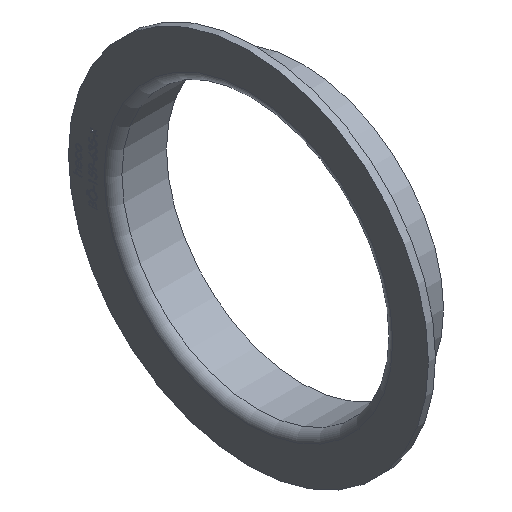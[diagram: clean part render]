
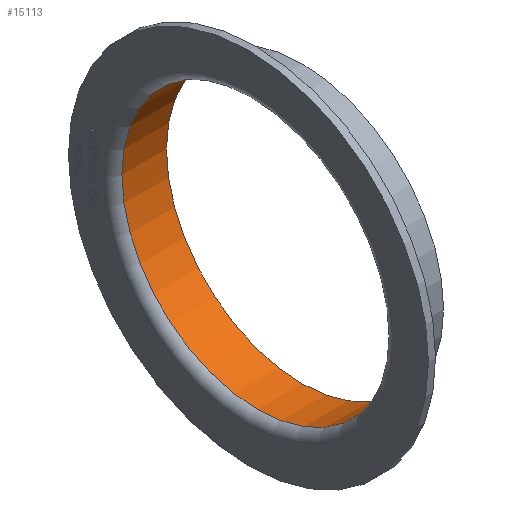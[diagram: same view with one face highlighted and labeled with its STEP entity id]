
A CAD part, isometric view. The second image highlights one B-rep face of the part: STEP entity #15113.
In plain terms, the highlighted cylindrical face has radius 76 mm (diameter 152 mm), a full revolution.
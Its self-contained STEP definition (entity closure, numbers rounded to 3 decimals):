
#223 = ORIENTED_EDGE ( 'NONE', *, *, #547, .T. ) ;
#547 = EDGE_CURVE ( 'NONE', #3689, #3689, #14232, .T. ) ;
#1303 = CARTESIAN_POINT ( 'NONE',  ( 30., 0., 0. ) ) ;
#1900 = CIRCLE ( 'NONE', #4376, 76. ) ;
#1911 = AXIS2_PLACEMENT_3D ( 'NONE', #3610, #10749, #10897 ) ;
#2611 = CYLINDRICAL_SURFACE ( 'NONE', #1911, 76. ) ;
#3610 = CARTESIAN_POINT ( 'NONE',  ( 0., 0., 0. ) ) ;
#3689 = VERTEX_POINT ( 'NONE', #7314 ) ;
#3774 = ORIENTED_EDGE ( 'NONE', *, *, #5505, .F. ) ;
#3840 = VERTEX_POINT ( 'NONE', #8520 ) ;
#4376 = AXIS2_PLACEMENT_3D ( 'NONE', #1303, #15023, #13960 ) ;
#5505 = EDGE_CURVE ( 'NONE', #3840, #3840, #1900, .T. ) ;
#5937 = FACE_OUTER_BOUND ( 'NONE', #14111, .T. ) ;
#6155 = FACE_OUTER_BOUND ( 'NONE', #10210, .T. ) ;
#7314 = CARTESIAN_POINT ( 'NONE',  ( 5., 0., -76. ) ) ;
#8520 = CARTESIAN_POINT ( 'NONE',  ( 30., 0., 76. ) ) ;
#10210 = EDGE_LOOP ( 'NONE', ( #223 ) ) ;
#10749 = DIRECTION ( 'NONE',  ( -1., 0., 0. ) ) ;
#10897 = DIRECTION ( 'NONE',  ( 0., 0., 1. ) ) ;
#11023 = DIRECTION ( 'NONE',  ( 0., 0., -1. ) ) ;
#11791 = AXIS2_PLACEMENT_3D ( 'NONE', #12018, #14376, #11023 ) ;
#12018 = CARTESIAN_POINT ( 'NONE',  ( 5., 0., 0. ) ) ;
#13960 = DIRECTION ( 'NONE',  ( 0., 0., 1. ) ) ;
#14111 = EDGE_LOOP ( 'NONE', ( #3774 ) ) ;
#14232 = CIRCLE ( 'NONE', #11791, 76. ) ;
#14376 = DIRECTION ( 'NONE',  ( -1., 0., 0. ) ) ;
#15023 = DIRECTION ( 'NONE',  ( -1., 0., 0. ) ) ;
#15113 = ADVANCED_FACE ( 'NONE', ( #6155, #5937 ), #2611, .F. ) ;
